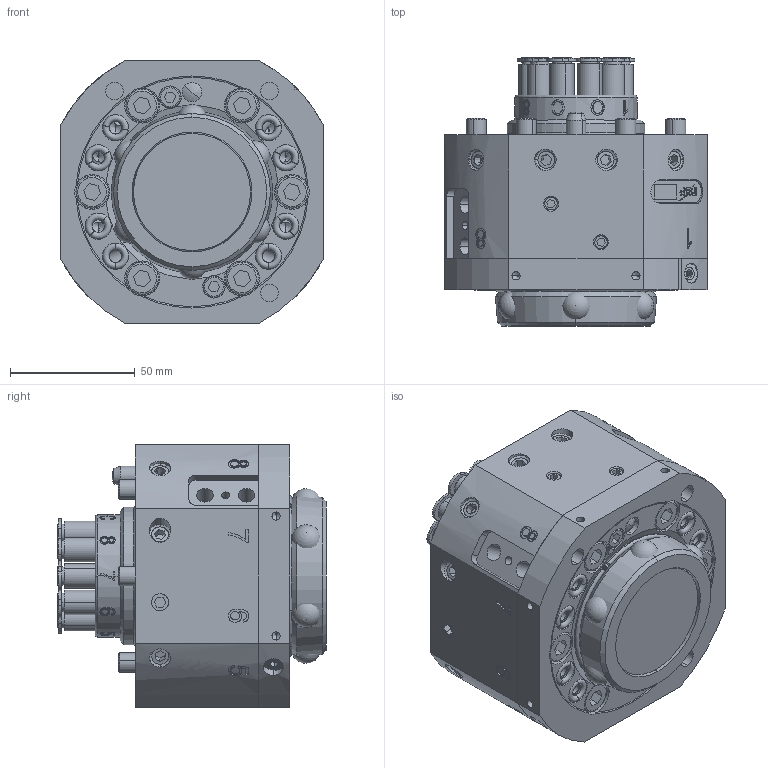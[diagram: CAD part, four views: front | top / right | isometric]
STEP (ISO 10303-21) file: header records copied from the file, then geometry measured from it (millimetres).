
FILE_DESCRIPTION (( 'STEP AP214' ), '1' );
FILE_NAME ('P1336.STEP', '2017-11-24T11:42:19', ( '' ), ( '' ), 'SwSTEP 2.0', 'SolidWorks 2016', '' );
FILE_SCHEMA (( 'AUTOMOTIVE_DESIGN' ));
Length unit declared in the file: millimetre
Products named in the file (1): P1336
Bounding box: 105 x 107.4 x 105 mm (x, y, z)
Volume: 616281.2 mm3; surface area: 169983.8 mm2
Topology: 56 solids, 56 shells, 1864 faces, 4520 edges, 2850 vertices
Faces by surface type: plane 614, cylinder 597, cone 323, bspline 199, torus 119, sphere 12
Entity records: 100451 total; most frequent: CARTESIAN_POINT 36846, ORIENTED_EDGE 8840, DIRECTION 8536, EDGE_CURVE 4420, AXIS2_PLACEMENT_3D 3289, VERTEX_POINT 2832, EDGE_LOOP 2180, VECTOR 1958
